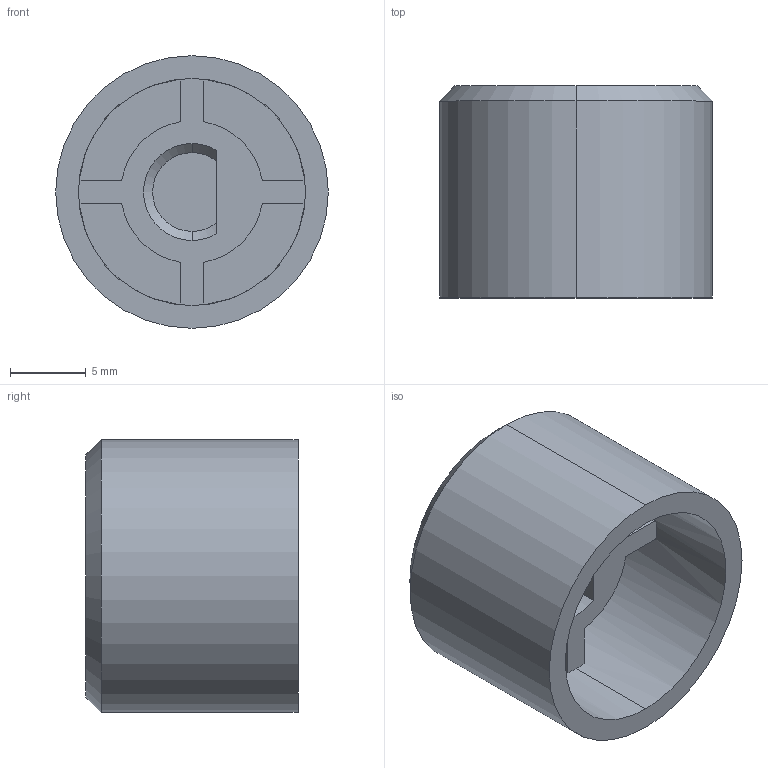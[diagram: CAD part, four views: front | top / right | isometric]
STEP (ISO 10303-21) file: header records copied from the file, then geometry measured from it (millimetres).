
FILE_DESCRIPTION (( 'STEP AP214' ), '1' );
FILE_NAME ('唅聽FDM.STEP', '2024-06-19T08:20:27', ( '' ), ( '' ), 'SwSTEP 2.0', 'SolidWorks 2023', '' );
FILE_SCHEMA (( 'AUTOMOTIVE_DESIGN' ));
Length unit declared in the file: millimetre
Products named in the file (1): 旋钮FDM
Bounding box: 18 x 14 x 18 mm (x, y, z)
Volume: 1690.9 mm3; surface area: 2204 mm2
Topology: 1 solids, 1 shells, 33 faces, 83 edges, 54 vertices
Faces by surface type: plane 17, cylinder 11, cone 5
Entity records: 1025 total; most frequent: DIRECTION 184, CARTESIAN_POINT 177, ORIENTED_EDGE 166, EDGE_CURVE 83, AXIS2_PLACEMENT_3D 69, VERTEX_POINT 54, LINE 46, VECTOR 46
